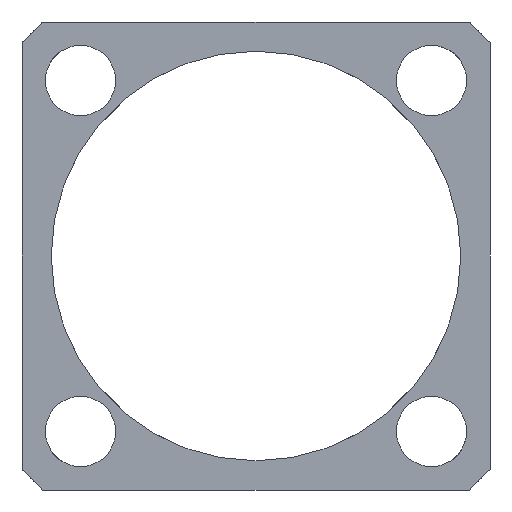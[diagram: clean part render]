
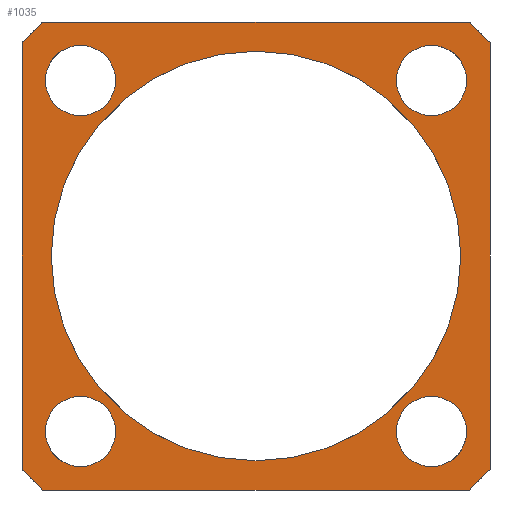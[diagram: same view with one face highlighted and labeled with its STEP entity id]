
A CAD part, front view. The second image highlights one B-rep face of the part: STEP entity #1035.
In plain terms, the highlighted planar face has unit normal (0, -1, 0).
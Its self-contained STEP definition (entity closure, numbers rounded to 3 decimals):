
#83=FACE_BOUND('',#276,.T.);
#84=FACE_BOUND('',#277,.T.);
#85=FACE_BOUND('',#278,.T.);
#86=FACE_BOUND('',#279,.T.);
#87=FACE_BOUND('',#280,.T.);
#170=CIRCLE('',#1093,17.5);
#171=CIRCLE('',#1094,3.);
#172=CIRCLE('',#1095,3.);
#173=CIRCLE('',#1096,3.);
#174=CIRCLE('',#1097,3.);
#220=FACE_OUTER_BOUND('',#275,.T.);
#275=EDGE_LOOP('',(#717,#718,#719,#720,#721,#722,#723,#724));
#276=EDGE_LOOP('',(#725));
#277=EDGE_LOOP('',(#726));
#278=EDGE_LOOP('',(#727));
#279=EDGE_LOOP('',(#728));
#280=EDGE_LOOP('',(#729));
#417=LINE('',#1453,#457);
#418=LINE('',#1455,#458);
#419=LINE('',#1457,#459);
#420=LINE('',#1459,#460);
#421=LINE('',#1461,#461);
#422=LINE('',#1463,#462);
#423=LINE('',#1465,#463);
#424=LINE('',#1466,#464);
#457=VECTOR('',#1201,36.464);
#458=VECTOR('',#1202,2.5);
#459=VECTOR('',#1203,36.464);
#460=VECTOR('',#1204,2.5);
#461=VECTOR('',#1205,36.464);
#462=VECTOR('',#1206,2.5);
#463=VECTOR('',#1207,36.464);
#464=VECTOR('',#1208,2.5);
#497=VERTEX_POINT('',#1451);
#498=VERTEX_POINT('',#1452);
#499=VERTEX_POINT('',#1454);
#500=VERTEX_POINT('',#1456);
#501=VERTEX_POINT('',#1458);
#502=VERTEX_POINT('',#1460);
#503=VERTEX_POINT('',#1462);
#504=VERTEX_POINT('',#1464);
#505=VERTEX_POINT('',#1467);
#506=VERTEX_POINT('',#1469);
#507=VERTEX_POINT('',#1471);
#508=VERTEX_POINT('',#1473);
#509=VERTEX_POINT('',#1475);
#595=EDGE_CURVE('',#497,#498,#417,.T.);
#596=EDGE_CURVE('',#497,#499,#418,.T.);
#597=EDGE_CURVE('',#500,#499,#419,.T.);
#598=EDGE_CURVE('',#500,#501,#420,.T.);
#599=EDGE_CURVE('',#502,#501,#421,.T.);
#600=EDGE_CURVE('',#502,#503,#422,.T.);
#601=EDGE_CURVE('',#504,#503,#423,.T.);
#602=EDGE_CURVE('',#504,#498,#424,.T.);
#603=EDGE_CURVE('',#505,#505,#170,.T.);
#604=EDGE_CURVE('',#506,#506,#171,.T.);
#605=EDGE_CURVE('',#507,#507,#172,.T.);
#606=EDGE_CURVE('',#508,#508,#173,.T.);
#607=EDGE_CURVE('',#509,#509,#174,.T.);
#717=ORIENTED_EDGE('',*,*,#595,.F.);
#718=ORIENTED_EDGE('',*,*,#596,.T.);
#719=ORIENTED_EDGE('',*,*,#597,.F.);
#720=ORIENTED_EDGE('',*,*,#598,.T.);
#721=ORIENTED_EDGE('',*,*,#599,.F.);
#722=ORIENTED_EDGE('',*,*,#600,.T.);
#723=ORIENTED_EDGE('',*,*,#601,.F.);
#724=ORIENTED_EDGE('',*,*,#602,.T.);
#725=ORIENTED_EDGE('',*,*,#603,.F.);
#726=ORIENTED_EDGE('',*,*,#604,.F.);
#727=ORIENTED_EDGE('',*,*,#605,.F.);
#728=ORIENTED_EDGE('',*,*,#606,.F.);
#729=ORIENTED_EDGE('',*,*,#607,.F.);
#961=PLANE('',#1092);
#1035=ADVANCED_FACE('',(#220,#83,#84,#85,#86,#87),#961,.T.);
#1092=AXIS2_PLACEMENT_3D('',#1450,#1199,#1200);
#1093=AXIS2_PLACEMENT_3D('',#1468,#1209,#1210);
#1094=AXIS2_PLACEMENT_3D('',#1470,#1211,#1212);
#1095=AXIS2_PLACEMENT_3D('',#1472,#1213,#1214);
#1096=AXIS2_PLACEMENT_3D('',#1474,#1215,#1216);
#1097=AXIS2_PLACEMENT_3D('',#1476,#1217,#1218);
#1199=DIRECTION('center_axis',(0.,-1.,0.));
#1200=DIRECTION('ref_axis',(0.,0.,-1.));
#1201=DIRECTION('',(1.,0.,0.));
#1202=DIRECTION('',(-0.707,0.,-0.707));
#1203=DIRECTION('',(0.,0.,1.));
#1204=DIRECTION('',(0.707,0.,-0.707));
#1205=DIRECTION('',(-1.,0.,0.));
#1206=DIRECTION('',(0.707,0.,0.707));
#1207=DIRECTION('',(0.,0.,-1.));
#1208=DIRECTION('',(-0.707,0.,0.707));
#1209=DIRECTION('center_axis',(0.,-1.,0.));
#1210=DIRECTION('ref_axis',(0.,0.,-1.));
#1211=DIRECTION('center_axis',(0.,-1.,0.));
#1212=DIRECTION('ref_axis',(0.,0.,-1.));
#1213=DIRECTION('center_axis',(0.,-1.,0.));
#1214=DIRECTION('ref_axis',(0.,0.,-1.));
#1215=DIRECTION('center_axis',(0.,-1.,0.));
#1216=DIRECTION('ref_axis',(0.,0.,-1.));
#1217=DIRECTION('center_axis',(0.,-1.,0.));
#1218=DIRECTION('ref_axis',(0.,0.,-1.));
#1450=CARTESIAN_POINT('Origin',(-802.97,-131.142,855.49));
#1451=CARTESIAN_POINT('',(-841.202,-131.142,857.258));
#1452=CARTESIAN_POINT('',(-804.737,-131.142,857.258));
#1453=CARTESIAN_POINT('',(-841.202,-131.142,857.258));
#1454=CARTESIAN_POINT('',(-842.97,-131.142,855.49));
#1455=CARTESIAN_POINT('',(-841.202,-131.142,857.258));
#1456=CARTESIAN_POINT('',(-842.97,-131.142,819.026));
#1457=CARTESIAN_POINT('',(-842.97,-131.142,819.026));
#1458=CARTESIAN_POINT('',(-841.202,-131.142,817.258));
#1459=CARTESIAN_POINT('',(-842.97,-131.142,819.026));
#1460=CARTESIAN_POINT('',(-804.737,-131.142,817.258));
#1461=CARTESIAN_POINT('',(-804.737,-131.142,817.258));
#1462=CARTESIAN_POINT('',(-802.97,-131.142,819.026));
#1463=CARTESIAN_POINT('',(-804.737,-131.142,817.258));
#1464=CARTESIAN_POINT('',(-802.97,-131.142,855.49));
#1465=CARTESIAN_POINT('',(-802.97,-131.142,855.49));
#1466=CARTESIAN_POINT('',(-802.97,-131.142,855.49));
#1467=CARTESIAN_POINT('',(-822.97,-131.142,854.758));
#1468=CARTESIAN_POINT('Origin',(-822.97,-131.142,837.258));
#1469=CARTESIAN_POINT('',(-837.97,-131.142,825.258));
#1470=CARTESIAN_POINT('Origin',(-837.97,-131.142,822.258));
#1471=CARTESIAN_POINT('',(-807.97,-131.142,825.258));
#1472=CARTESIAN_POINT('Origin',(-807.97,-131.142,822.258));
#1473=CARTESIAN_POINT('',(-807.97,-131.142,855.258));
#1474=CARTESIAN_POINT('Origin',(-807.97,-131.142,852.258));
#1475=CARTESIAN_POINT('',(-837.97,-131.142,855.258));
#1476=CARTESIAN_POINT('Origin',(-837.97,-131.142,852.258));
